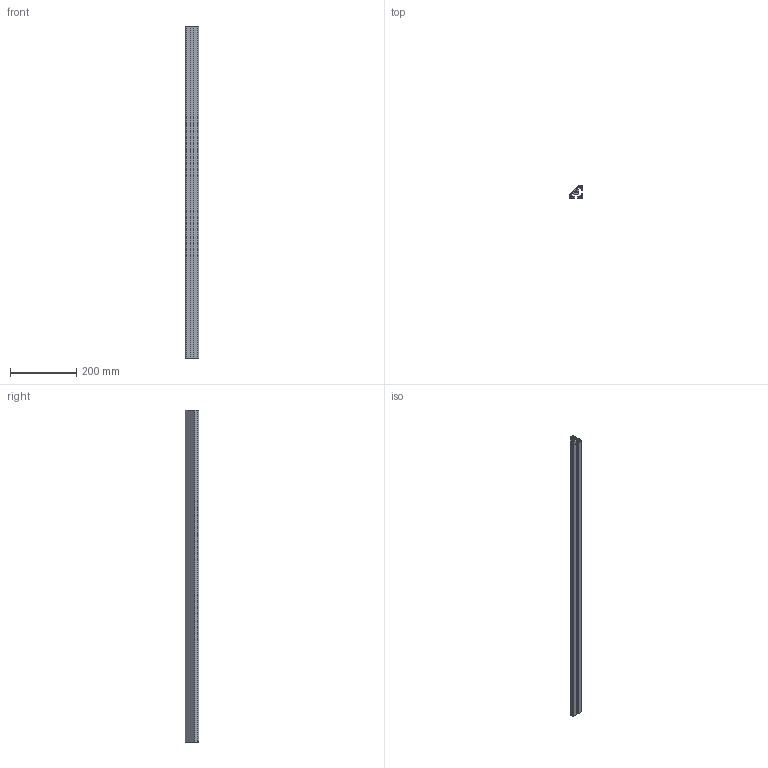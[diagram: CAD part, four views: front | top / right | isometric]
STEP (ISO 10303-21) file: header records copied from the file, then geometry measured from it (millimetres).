
FILE_DESCRIPTION(/* description */ (''),/* implementation_level */ '2;1');
FILE_NAME(/* name */ '114040',/* time_stamp */ '2014-10-06T11:27:17+02:00',/* author */ (''),/* organization */ (''),/* preprocessor_version */ 'ST-DEVELOPER v14',/* originating_system */ 'HiCAD 2013 1802.4 Build 509',/* authorisation */ '');
FILE_SCHEMA (('AUTOMOTIVE_DESIGN { 1 0 10303 214 1 1 1 1 }'));
Length unit declared in the file: millimetre
Products named in the file (2): Root; 11404040x40N-45BOIKON0
Assembly tree (1 placements, depth 2):
  Root
    11404040x40N-45BOIKON0
Bounding box: 40 x 40 x 1000 mm (x, y, z)
Volume: 546401.8 mm3; surface area: 396399.9 mm2
Topology: 1 solids, 1 shells, 54 faces, 156 edges, 104 vertices
Faces by surface type: plane 47, cylinder 7
Full cylindrical faces by diameter (mm): 5 x3, 6.8 x1
Entity records: 3314 total; most frequent: CARTESIAN_POINT 312, PRESENTATION_STYLE_ASSIGNMENT 305, COLOUR_RGB 305, DRAUGHTING_PRE_DEFINED_CURVE_FONT 304, CURVE_STYLE 304, OVER_RIDING_STYLED_ITEM 304, ORIENTED_EDGE 304, DIRECTION 278
